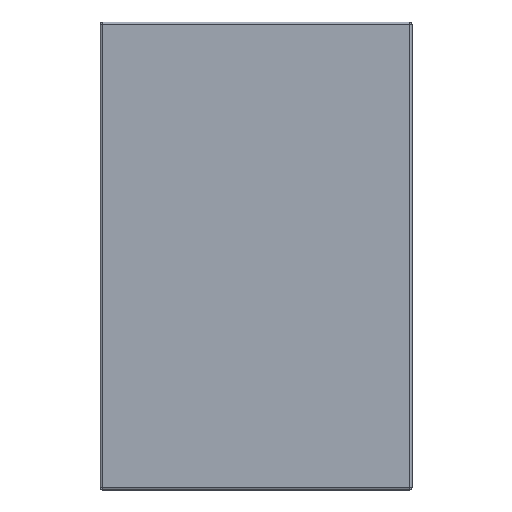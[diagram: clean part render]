
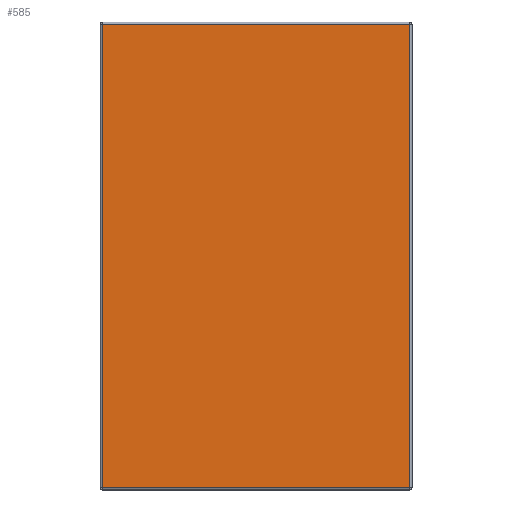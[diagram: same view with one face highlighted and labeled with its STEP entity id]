
A CAD part, front view. The second image highlights one B-rep face of the part: STEP entity #585.
In plain terms, the highlighted planar face has unit normal (0, -1, 0).
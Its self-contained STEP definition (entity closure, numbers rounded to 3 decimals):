
#585 = ADVANCED_FACE( '', ( #1326 ), #1327, .T. );
#1326 = FACE_OUTER_BOUND( '', #6527, .T. );
#1327 = PLANE( '', #6528 );
#6527 = EDGE_LOOP( '', ( #11625, #11626, #11627, #11628 ) );
#6528 = AXIS2_PLACEMENT_3D( '', #11629, #11630, #11631 );
#11625 = ORIENTED_EDGE( '', *, *, #13250, .T. );
#11626 = ORIENTED_EDGE( '', *, *, #13251, .T. );
#11627 = ORIENTED_EDGE( '', *, *, #13252, .T. );
#11628 = ORIENTED_EDGE( '', *, *, #13253, .T. );
#11629 = CARTESIAN_POINT( '', ( 0., 0., 0. ) );
#11630 = DIRECTION( '', ( 0., -1., 0. ) );
#11631 = DIRECTION( '', ( 0., 0., -1. ) );
#13250 = EDGE_CURVE( '', #14266, #14009, #14377, .T. );
#13251 = EDGE_CURVE( '', #14009, #14378, #14379, .T. );
#13252 = EDGE_CURVE( '', #14378, #14380, #14381, .T. );
#13253 = EDGE_CURVE( '', #14380, #14266, #14382, .T. );
#14009 = VERTEX_POINT( '', #15919 );
#14266 = VERTEX_POINT( '', #16655 );
#14377 = LINE( '', #17009, #17010 );
#14378 = VERTEX_POINT( '', #17011 );
#14379 = LINE( '', #17012, #17013 );
#14380 = VERTEX_POINT( '', #17014 );
#14381 = LINE( '', #17015, #17016 );
#14382 = LINE( '', #17017, #17018 );
#15919 = CARTESIAN_POINT( '', ( 199.72, 0., -301.32 ) );
#16655 = CARTESIAN_POINT( '', ( -199.72, 0., -301.32 ) );
#17009 = CARTESIAN_POINT( '', ( 199.72, 0., -301.32 ) );
#17010 = VECTOR( '', #18321, 1000. );
#17011 = CARTESIAN_POINT( '', ( 199.72, 0., 301.32 ) );
#17012 = CARTESIAN_POINT( '', ( 199.72, 0., -304.8 ) );
#17013 = VECTOR( '', #18322, 1000. );
#17014 = CARTESIAN_POINT( '', ( -199.72, 0., 301.32 ) );
#17015 = CARTESIAN_POINT( '', ( -199.72, 0., 301.32 ) );
#17016 = VECTOR( '', #18323, 1000. );
#17017 = CARTESIAN_POINT( '', ( -199.72, 0., 304.8 ) );
#17018 = VECTOR( '', #18324, 1000. );
#18321 = DIRECTION( '', ( 1., 0., 0. ) );
#18322 = DIRECTION( '', ( 0., 0., 1. ) );
#18323 = DIRECTION( '', ( -1., 0., 0. ) );
#18324 = DIRECTION( '', ( 0., 0., -1. ) );
